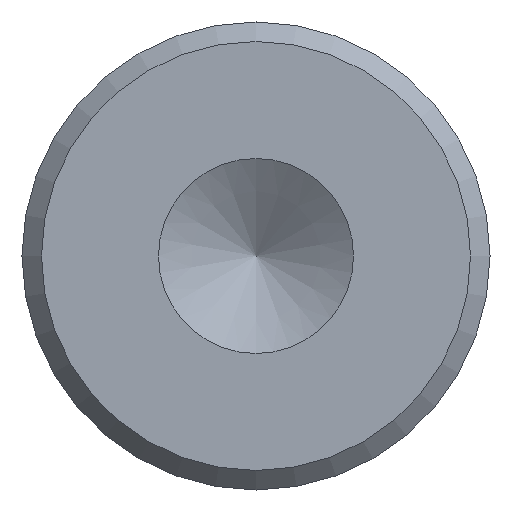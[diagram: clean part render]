
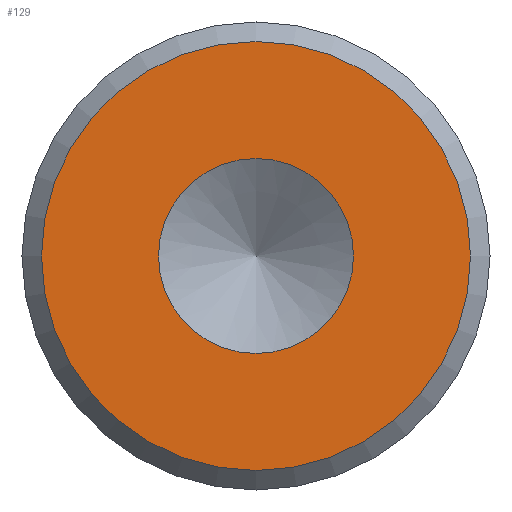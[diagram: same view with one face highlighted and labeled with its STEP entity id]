
A CAD part, front view. The second image highlights one B-rep face of the part: STEP entity #129.
In plain terms, the highlighted planar face has unit normal (0, -1, 0).
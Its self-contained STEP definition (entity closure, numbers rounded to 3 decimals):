
#9 = FACE_BOUND ( 'NONE', #41, .T. ) ;
#19 = CIRCLE ( 'NONE', #196, 2.5 ) ;
#34 = DIRECTION ( 'NONE',  ( 0., 0., 1. ) ) ;
#41 = EDGE_LOOP ( 'NONE', ( #135 ) ) ;
#48 = DIRECTION ( 'NONE',  ( 0., -1., 0. ) ) ;
#62 = AXIS2_PLACEMENT_3D ( 'NONE', #251, #300, #81 ) ;
#75 = EDGE_CURVE ( 'NONE', #79, #79, #19, .T. ) ;
#79 = VERTEX_POINT ( 'NONE', #82 ) ;
#80 = DIRECTION ( 'NONE',  ( 0., 1., 0. ) ) ;
#81 = DIRECTION ( 'NONE',  ( 0., 0., 1. ) ) ;
#82 = CARTESIAN_POINT ( 'NONE',  ( 0., 0., -2.5 ) ) ;
#96 = AXIS2_PLACEMENT_3D ( 'NONE', #202, #80, #34 ) ;
#116 = CARTESIAN_POINT ( 'NONE',  ( 0., 0., 5.5 ) ) ;
#129 = ADVANCED_FACE ( 'NONE', ( #9, #225 ), #149, .F. ) ;
#135 = ORIENTED_EDGE ( 'NONE', *, *, #75, .F. ) ;
#136 = CIRCLE ( 'NONE', #62, 5.5 ) ;
#149 = PLANE ( 'NONE',  #96 ) ;
#153 = EDGE_CURVE ( 'NONE', #167, #167, #136, .T. ) ;
#167 = VERTEX_POINT ( 'NONE', #116 ) ;
#196 = AXIS2_PLACEMENT_3D ( 'NONE', #263, #48, #238 ) ;
#202 = CARTESIAN_POINT ( 'NONE',  ( 0., 0., 0. ) ) ;
#206 = ORIENTED_EDGE ( 'NONE', *, *, #153, .F. ) ;
#208 = EDGE_LOOP ( 'NONE', ( #206 ) ) ;
#225 = FACE_OUTER_BOUND ( 'NONE', #208, .T. ) ;
#238 = DIRECTION ( 'NONE',  ( 0., 0., -1. ) ) ;
#251 = CARTESIAN_POINT ( 'NONE',  ( 0., 0., 0. ) ) ;
#263 = CARTESIAN_POINT ( 'NONE',  ( 0., 0., 0. ) ) ;
#300 = DIRECTION ( 'NONE',  ( 0., 1., 0. ) ) ;
